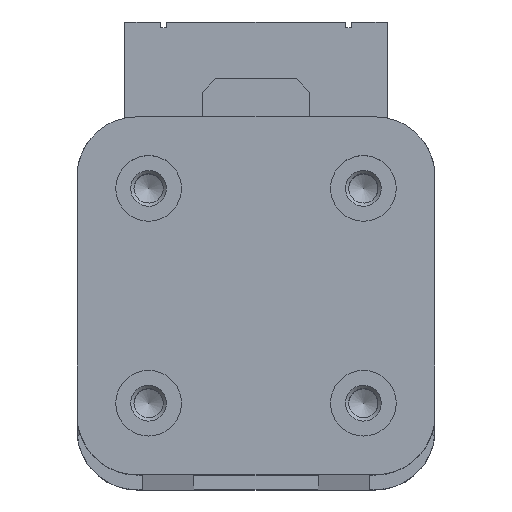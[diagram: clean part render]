
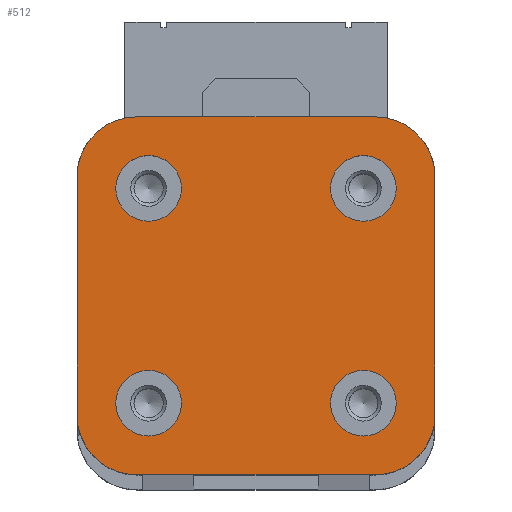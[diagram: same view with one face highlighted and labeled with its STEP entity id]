
A CAD part, top view. The second image highlights one B-rep face of the part: STEP entity #512.
In plain terms, the highlighted planar face has unit normal (0, 0, 1).
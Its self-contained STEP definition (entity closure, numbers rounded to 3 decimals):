
#512 = ADVANCED_FACE( '', ( #1116, #1117, #1118, #1119, #1120 ), #1121, .T. );
#1116 = FACE_BOUND( '', #1827, .T. );
#1117 = FACE_BOUND( '', #1828, .T. );
#1118 = FACE_BOUND( '', #1829, .T. );
#1119 = FACE_BOUND( '', #1830, .T. );
#1120 = FACE_OUTER_BOUND( '', #1831, .T. );
#1121 = PLANE( '', #1832 );
#1827 = EDGE_LOOP( '', ( #3035 ) );
#1828 = EDGE_LOOP( '', ( #3036 ) );
#1829 = EDGE_LOOP( '', ( #3037 ) );
#1830 = EDGE_LOOP( '', ( #3038 ) );
#1831 = EDGE_LOOP( '', ( #3039, #3040, #3041, #3042, #3043, #3044, #3045, #3046 ) );
#1832 = AXIS2_PLACEMENT_3D( '', #3047, #3048, #3049 );
#3035 = ORIENTED_EDGE( '', *, *, #4405, .T. );
#3036 = ORIENTED_EDGE( '', *, *, #4231, .T. );
#3037 = ORIENTED_EDGE( '', *, *, #4406, .T. );
#3038 = ORIENTED_EDGE( '', *, *, #4407, .T. );
#3039 = ORIENTED_EDGE( '', *, *, #4008, .T. );
#3040 = ORIENTED_EDGE( '', *, *, #4408, .T. );
#3041 = ORIENTED_EDGE( '', *, *, #4409, .T. );
#3042 = ORIENTED_EDGE( '', *, *, #4410, .T. );
#3043 = ORIENTED_EDGE( '', *, *, #4141, .T. );
#3044 = ORIENTED_EDGE( '', *, *, #4265, .T. );
#3045 = ORIENTED_EDGE( '', *, *, #4082, .T. );
#3046 = ORIENTED_EDGE( '', *, *, #4032, .T. );
#3047 = CARTESIAN_POINT( '', ( -10., -10., 365. ) );
#3048 = DIRECTION( '', ( 0., 0., 1. ) );
#3049 = DIRECTION( '', ( 1., 0., 0. ) );
#4008 = EDGE_CURVE( '', #4736, #4734, #4737, .T. );
#4032 = EDGE_CURVE( '', #4776, #4736, #4777, .T. );
#4082 = EDGE_CURVE( '', #4859, #4776, #4860, .T. );
#4141 = EDGE_CURVE( '', #4963, #4961, #4964, .T. );
#4231 = EDGE_CURVE( '', #5106, #5106, #5107, .F. );
#4265 = EDGE_CURVE( '', #4961, #4859, #5160, .T. );
#4405 = EDGE_CURVE( '', #5359, #5359, #5360, .F. );
#4406 = EDGE_CURVE( '', #5361, #5361, #5362, .F. );
#4407 = EDGE_CURVE( '', #5363, #5363, #5364, .F. );
#4408 = EDGE_CURVE( '', #4734, #5365, #5366, .T. );
#4409 = EDGE_CURVE( '', #5365, #5367, #5368, .T. );
#4410 = EDGE_CURVE( '', #5367, #4963, #5369, .T. );
#4734 = VERTEX_POINT( '', #5763 );
#4736 = VERTEX_POINT( '', #5766 );
#4737 = LINE( '', #5767, #5768 );
#4776 = VERTEX_POINT( '', #5820 );
#4777 = CIRCLE( '', #5821, 5. );
#4859 = VERTEX_POINT( '', #5927 );
#4860 = LINE( '', #5928, #5929 );
#4961 = VERTEX_POINT( '', #6060 );
#4963 = VERTEX_POINT( '', #6063 );
#4964 = LINE( '', #6064, #6065 );
#5106 = VERTEX_POINT( '', #6258 );
#5107 = CIRCLE( '', #6259, 2.75 );
#5160 = CIRCLE( '', #6331, 5. );
#5359 = VERTEX_POINT( '', #6605 );
#5360 = CIRCLE( '', #6606, 2.75 );
#5361 = VERTEX_POINT( '', #6607 );
#5362 = CIRCLE( '', #6608, 2.75 );
#5363 = VERTEX_POINT( '', #6609 );
#5364 = CIRCLE( '', #6610, 2.75 );
#5365 = VERTEX_POINT( '', #6611 );
#5366 = CIRCLE( '', #6612, 5. );
#5367 = VERTEX_POINT( '', #6613 );
#5368 = LINE( '', #6614, #6615 );
#5369 = CIRCLE( '', #6616, 5. );
#5763 = CARTESIAN_POINT( '', ( -15., -10., 365. ) );
#5766 = CARTESIAN_POINT( '', ( -15., 10., 365. ) );
#5767 = CARTESIAN_POINT( '', ( -15., 10., 365. ) );
#5768 = VECTOR( '', #7054, 1000. );
#5820 = CARTESIAN_POINT( '', ( -10., 15., 365. ) );
#5821 = AXIS2_PLACEMENT_3D( '', #7083, #7084, #7085 );
#5927 = CARTESIAN_POINT( '', ( 10., 15., 365. ) );
#5928 = CARTESIAN_POINT( '', ( 10., 15., 365. ) );
#5929 = VECTOR( '', #7149, 1000. );
#6060 = CARTESIAN_POINT( '', ( 15., 10., 365. ) );
#6063 = CARTESIAN_POINT( '', ( 15., -10., 365. ) );
#6064 = CARTESIAN_POINT( '', ( 15., -10., 365. ) );
#6065 = VECTOR( '', #7235, 1000. );
#6258 = CARTESIAN_POINT( '', ( -6.25, -9., 365. ) );
#6259 = AXIS2_PLACEMENT_3D( '', #7335, #7336, #7337 );
#6331 = AXIS2_PLACEMENT_3D( '', #7369, #7370, #7371 );
#6605 = CARTESIAN_POINT( '', ( 11.75, -9., 365. ) );
#6606 = AXIS2_PLACEMENT_3D( '', #7513, #7514, #7515 );
#6607 = CARTESIAN_POINT( '', ( 11.75, 9., 365. ) );
#6608 = AXIS2_PLACEMENT_3D( '', #7516, #7517, #7518 );
#6609 = CARTESIAN_POINT( '', ( -6.25, 9., 365. ) );
#6610 = AXIS2_PLACEMENT_3D( '', #7519, #7520, #7521 );
#6611 = CARTESIAN_POINT( '', ( -10., -15., 365. ) );
#6612 = AXIS2_PLACEMENT_3D( '', #7522, #7523, #7524 );
#6613 = CARTESIAN_POINT( '', ( 10., -15., 365. ) );
#6614 = CARTESIAN_POINT( '', ( -10., -15., 365. ) );
#6615 = VECTOR( '', #7525, 1000. );
#6616 = AXIS2_PLACEMENT_3D( '', #7526, #7527, #7528 );
#7054 = DIRECTION( '', ( 0., -1., 0. ) );
#7083 = CARTESIAN_POINT( '', ( -10., 10., 365. ) );
#7084 = DIRECTION( '', ( 0., 0., 1. ) );
#7085 = DIRECTION( '', ( 1., 0., 0. ) );
#7149 = DIRECTION( '', ( -1., 0., 0. ) );
#7235 = DIRECTION( '', ( 0., 1., 0. ) );
#7335 = CARTESIAN_POINT( '', ( -9., -9., 365. ) );
#7336 = DIRECTION( '', ( 0., 0., 1. ) );
#7337 = DIRECTION( '', ( 1., 0., 0. ) );
#7369 = CARTESIAN_POINT( '', ( 10., 10., 365. ) );
#7370 = DIRECTION( '', ( 0., 0., 1. ) );
#7371 = DIRECTION( '', ( 1., 0., 0. ) );
#7513 = CARTESIAN_POINT( '', ( 9., -9., 365. ) );
#7514 = DIRECTION( '', ( 0., 0., 1. ) );
#7515 = DIRECTION( '', ( 1., 0., 0. ) );
#7516 = CARTESIAN_POINT( '', ( 9., 9., 365. ) );
#7517 = DIRECTION( '', ( 0., 0., 1. ) );
#7518 = DIRECTION( '', ( 1., 0., 0. ) );
#7519 = CARTESIAN_POINT( '', ( -9., 9., 365. ) );
#7520 = DIRECTION( '', ( 0., 0., 1. ) );
#7521 = DIRECTION( '', ( 1., 0., 0. ) );
#7522 = CARTESIAN_POINT( '', ( -10., -10., 365. ) );
#7523 = DIRECTION( '', ( 0., 0., 1. ) );
#7524 = DIRECTION( '', ( 1., 0., 0. ) );
#7525 = DIRECTION( '', ( 1., 0., 0. ) );
#7526 = CARTESIAN_POINT( '', ( 10., -10., 365. ) );
#7527 = DIRECTION( '', ( 0., 0., 1. ) );
#7528 = DIRECTION( '', ( 1., 0., 0. ) );
